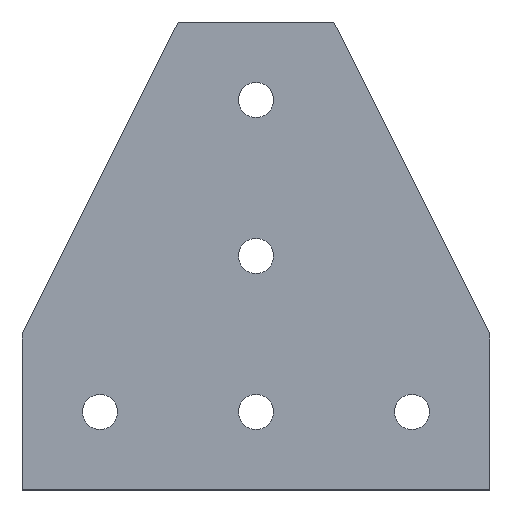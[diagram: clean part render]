
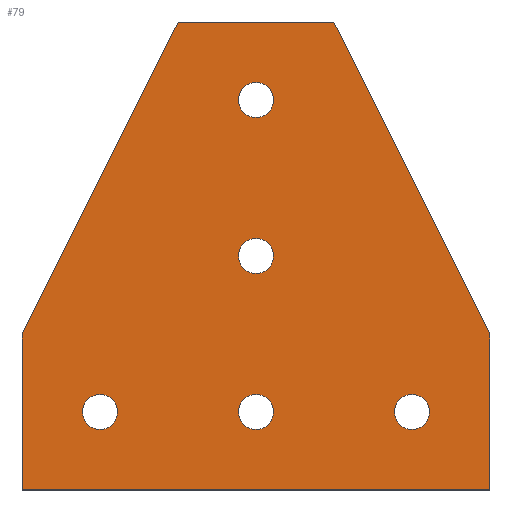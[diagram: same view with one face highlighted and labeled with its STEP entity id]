
A CAD part, top view. The second image highlights one B-rep face of the part: STEP entity #79.
In plain terms, the highlighted planar face has unit normal (0, 0, 1).
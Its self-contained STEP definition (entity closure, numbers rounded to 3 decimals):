
#79=ADVANCED_FACE('',(#155,#156,#157,#158,#159,#160),#161,.T.);
#155=FACE_BOUND('',#226,.T.);
#156=FACE_BOUND('',#227,.T.);
#157=FACE_BOUND('',#228,.T.);
#158=FACE_BOUND('',#229,.T.);
#159=FACE_BOUND('',#230,.T.);
#160=FACE_OUTER_BOUND('',#231,.T.);
#161=PLANE('',#232);
#226=EDGE_LOOP('',(#384,#385));
#227=EDGE_LOOP('',(#386,#387));
#228=EDGE_LOOP('',(#388,#389));
#229=EDGE_LOOP('',(#390,#391));
#230=EDGE_LOOP('',(#392,#393));
#231=EDGE_LOOP('',(#394,#395,#396,#397,#398,#399));
#232=AXIS2_PLACEMENT_3D('',#400,#401,#402);
#384=ORIENTED_EDGE('',*,*,#451,.T.);
#385=ORIENTED_EDGE('',*,*,#444,.T.);
#386=ORIENTED_EDGE('',*,*,#462,.T.);
#387=ORIENTED_EDGE('',*,*,#467,.T.);
#388=ORIENTED_EDGE('',*,*,#410,.T.);
#389=ORIENTED_EDGE('',*,*,#431,.T.);
#390=ORIENTED_EDGE('',*,*,#465,.T.);
#391=ORIENTED_EDGE('',*,*,#449,.T.);
#392=ORIENTED_EDGE('',*,*,#427,.T.);
#393=ORIENTED_EDGE('',*,*,#425,.T.);
#394=ORIENTED_EDGE('',*,*,#418,.F.);
#395=ORIENTED_EDGE('',*,*,#437,.F.);
#396=ORIENTED_EDGE('',*,*,#454,.F.);
#397=ORIENTED_EDGE('',*,*,#433,.F.);
#398=ORIENTED_EDGE('',*,*,#414,.F.);
#399=ORIENTED_EDGE('',*,*,#404,.F.);
#400=CARTESIAN_POINT('',(0.0,0.0,3.0));
#401=DIRECTION('',(0.0,0.0,1.0));
#402=DIRECTION('',(1.0,0.0,0.0));
#404=EDGE_CURVE('',#471,#472,#473,.T.);
#410=EDGE_CURVE('',#483,#480,#484,.T.);
#414=EDGE_CURVE('',#472,#489,#490,.T.);
#418=EDGE_CURVE('',#495,#471,#496,.T.);
#425=EDGE_CURVE('',#501,#506,#508,.T.);
#427=EDGE_CURVE('',#506,#501,#510,.T.);
#431=EDGE_CURVE('',#480,#483,#514,.T.);
#433=EDGE_CURVE('',#489,#516,#517,.T.);
#437=EDGE_CURVE('',#522,#495,#523,.T.);
#444=EDGE_CURVE('',#528,#533,#535,.T.);
#449=EDGE_CURVE('',#537,#542,#544,.T.);
#451=EDGE_CURVE('',#533,#528,#546,.T.);
#454=EDGE_CURVE('',#516,#522,#549,.T.);
#462=EDGE_CURVE('',#560,#558,#561,.T.);
#465=EDGE_CURVE('',#542,#537,#564,.T.);
#467=EDGE_CURVE('',#558,#560,#566,.T.);
#471=VERTEX_POINT('',#570);
#472=VERTEX_POINT('',#571);
#473=LINE('',#572,#573);
#480=VERTEX_POINT('',#583);
#483=VERTEX_POINT('',#587);
#484=CIRCLE('',#588,2.25);
#489=VERTEX_POINT('',#594);
#490=LINE('',#595,#596);
#495=VERTEX_POINT('',#603);
#496=LINE('',#604,#605);
#501=VERTEX_POINT('',#612);
#506=VERTEX_POINT('',#618);
#508=CIRCLE('',#621,2.25);
#510=CIRCLE('',#623,2.25);
#514=CIRCLE('',#627,2.25);
#516=VERTEX_POINT('',#629);
#517=LINE('',#630,#631);
#522=VERTEX_POINT('',#638);
#523=LINE('',#639,#640);
#528=VERTEX_POINT('',#647);
#533=VERTEX_POINT('',#653);
#535=CIRCLE('',#656,2.25);
#537=VERTEX_POINT('',#658);
#542=VERTEX_POINT('',#664);
#544=CIRCLE('',#667,2.25);
#546=CIRCLE('',#669,2.25);
#549=LINE('',#672,#673);
#558=VERTEX_POINT('',#683);
#560=VERTEX_POINT('',#686);
#561=CIRCLE('',#687,2.25);
#564=CIRCLE('',#691,2.25);
#566=CIRCLE('',#693,2.25);
#570=CARTESIAN_POINT('',(20.0,60.0,3.0));
#571=CARTESIAN_POINT('',(40.0,60.0,3.0));
#572=CARTESIAN_POINT('',(20.0,60.0,3.0));
#573=VECTOR('',#696,1.0);
#583=CARTESIAN_POINT('',(12.25,10.0,3.0));
#587=CARTESIAN_POINT('',(7.75,10.0,3.0));
#588=AXIS2_PLACEMENT_3D('',#701,#702,#703);
#594=CARTESIAN_POINT('',(60.0,20.0,3.0));
#595=CARTESIAN_POINT('',(40.0,60.0,3.0));
#596=VECTOR('',#708,1.0);
#603=CARTESIAN_POINT('',(0.0,20.0,3.0));
#604=CARTESIAN_POINT('',(0.0,20.0,3.0));
#605=VECTOR('',#711,1.0);
#612=CARTESIAN_POINT('',(52.25,10.0,3.0));
#618=CARTESIAN_POINT('',(47.75,10.0,3.0));
#621=AXIS2_PLACEMENT_3D('',#719,#720,#721);
#623=AXIS2_PLACEMENT_3D('',#722,#723,#724);
#627=AXIS2_PLACEMENT_3D('',#731,#732,#733);
#629=CARTESIAN_POINT('',(60.0,0.0,3.0));
#630=CARTESIAN_POINT('',(60.0,20.0,3.0));
#631=VECTOR('',#734,1.0);
#638=CARTESIAN_POINT('',(0.0,0.0,3.0));
#639=CARTESIAN_POINT('',(0.0,0.0,3.0));
#640=VECTOR('',#737,1.0);
#647=CARTESIAN_POINT('',(32.25,50.0,3.0));
#653=CARTESIAN_POINT('',(27.75,50.0,3.0));
#656=AXIS2_PLACEMENT_3D('',#745,#746,#747);
#658=CARTESIAN_POINT('',(32.25,10.0,3.0));
#664=CARTESIAN_POINT('',(27.75,10.0,3.0));
#667=AXIS2_PLACEMENT_3D('',#753,#754,#755);
#669=AXIS2_PLACEMENT_3D('',#756,#757,#758);
#672=CARTESIAN_POINT('',(60.0,0.0,3.0));
#673=VECTOR('',#762,1.0);
#683=CARTESIAN_POINT('',(32.25,30.0,3.0));
#686=CARTESIAN_POINT('',(27.75,30.0,3.0));
#687=AXIS2_PLACEMENT_3D('',#774,#775,#776);
#691=AXIS2_PLACEMENT_3D('',#778,#779,#780);
#693=AXIS2_PLACEMENT_3D('',#781,#782,#783);
#696=DIRECTION('',(1.0,0.0,0.0));
#701=CARTESIAN_POINT('',(10.0,10.0,3.0));
#702=DIRECTION('',(0.0,0.0,-1.0));
#703=DIRECTION('',(1.0,0.0,0.0));
#708=DIRECTION('',(0.447,-0.894,0.0));
#711=DIRECTION('',(0.447,0.894,0.0));
#719=CARTESIAN_POINT('',(50.0,10.0,3.0));
#720=DIRECTION('',(0.0,0.0,-1.0));
#721=DIRECTION('',(1.0,0.0,0.0));
#722=CARTESIAN_POINT('',(50.0,10.0,3.0));
#723=DIRECTION('',(0.0,0.0,-1.0));
#724=DIRECTION('',(1.0,0.0,0.0));
#731=CARTESIAN_POINT('',(10.0,10.0,3.0));
#732=DIRECTION('',(0.0,0.0,-1.0));
#733=DIRECTION('',(1.0,0.0,0.0));
#734=DIRECTION('',(0.0,-1.0,0.0));
#737=DIRECTION('',(0.0,1.0,0.0));
#745=CARTESIAN_POINT('',(30.0,50.0,3.0));
#746=DIRECTION('',(0.0,0.0,-1.0));
#747=DIRECTION('',(1.0,0.0,0.0));
#753=CARTESIAN_POINT('',(30.0,10.0,3.0));
#754=DIRECTION('',(0.0,0.0,-1.0));
#755=DIRECTION('',(1.0,0.0,0.0));
#756=CARTESIAN_POINT('',(30.0,50.0,3.0));
#757=DIRECTION('',(0.0,0.0,-1.0));
#758=DIRECTION('',(1.0,0.0,0.0));
#762=DIRECTION('',(-1.0,0.0,0.0));
#774=CARTESIAN_POINT('',(30.0,30.0,3.0));
#775=DIRECTION('',(0.0,0.0,-1.0));
#776=DIRECTION('',(1.0,0.0,0.0));
#778=CARTESIAN_POINT('',(30.0,10.0,3.0));
#779=DIRECTION('',(0.0,0.0,-1.0));
#780=DIRECTION('',(1.0,0.0,0.0));
#781=CARTESIAN_POINT('',(30.0,30.0,3.0));
#782=DIRECTION('',(0.0,0.0,-1.0));
#783=DIRECTION('',(1.0,0.0,0.0));
